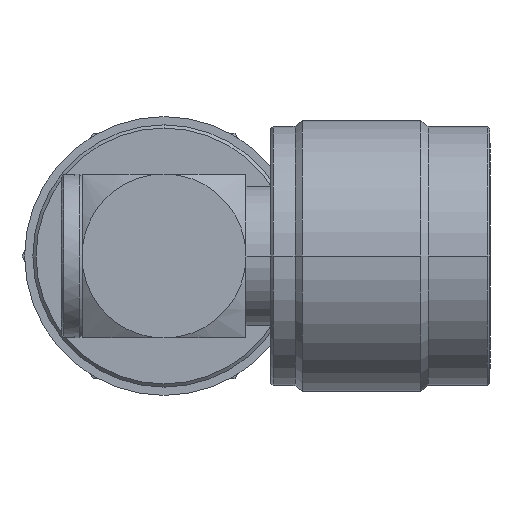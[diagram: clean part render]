
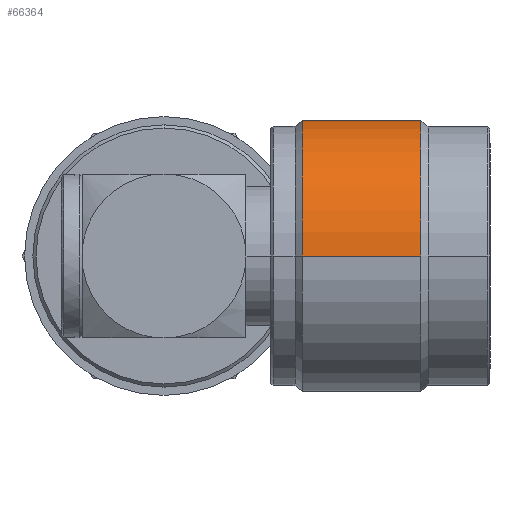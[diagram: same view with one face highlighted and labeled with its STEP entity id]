
A CAD part, left-side view. The second image highlights one B-rep face of the part: STEP entity #66364.
In plain terms, the highlighted cylindrical face has radius 10.5 mm (diameter 21 mm), a partial arc.
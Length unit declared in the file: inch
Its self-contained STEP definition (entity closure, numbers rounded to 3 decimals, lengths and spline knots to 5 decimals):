
#7717 = CARTESIAN_POINT ( 'NONE',  ( 0.78248, 0., -0.66339 ) ) ;
#20133 = AXIS2_PLACEMENT_3D ( 'NONE', #20857, #49950, #50421 ) ;
#20857 = CARTESIAN_POINT ( 'NONE',  ( 0.78248, 0., -0.25 ) ) ;
#21625 = DIRECTION ( 'NONE',  ( 1., 0., 0. ) ) ;
#24286 = CARTESIAN_POINT ( 'NONE',  ( 0.29134, 0., -0.66339 ) ) ;
#24864 = EDGE_CURVE ( 'NONE', #63350, #84552, #46224, .T. ) ;
#30953 = EDGE_CURVE ( 'NONE', #35303, #63350, #63701, .T. ) ;
#33347 = CARTESIAN_POINT ( 'NONE',  ( 0.42224, 0., -0.25 ) ) ;
#35303 = VERTEX_POINT ( 'NONE', #63595 ) ;
#35416 = EDGE_CURVE ( 'NONE', #35303, #66918, #71211, .T. ) ;
#35670 = ORIENTED_EDGE ( 'NONE', *, *, #35416, .F. ) ;
#36413 = VECTOR ( 'NONE', #21625, 39.37008 ) ;
#44181 = AXIS2_PLACEMENT_3D ( 'NONE', #60869, #89929, #45154 ) ;
#45154 = DIRECTION ( 'NONE',  ( 0., 0., -1. ) ) ;
#46224 = LINE ( 'NONE', #24286, #60785 ) ;
#46563 = FACE_OUTER_BOUND ( 'NONE', #61109, .T. ) ;
#47711 = ORIENTED_EDGE ( 'NONE', *, *, #30953, .T. ) ;
#49950 = DIRECTION ( 'NONE',  ( -1., 0., 0. ) ) ;
#50421 = DIRECTION ( 'NONE',  ( 0., 0., -1. ) ) ;
#53386 = DIRECTION ( 'NONE',  ( 1., 0., 0. ) ) ;
#55758 = DIRECTION ( 'NONE',  ( 0., 0., -1. ) ) ;
#59370 = CARTESIAN_POINT ( 'NONE',  ( 0.78248, -0.41339, -0.25 ) ) ;
#60785 = VECTOR ( 'NONE', #53386, 39.37008 ) ;
#60869 = CARTESIAN_POINT ( 'NONE',  ( 0.29134, 0., -0.25 ) ) ;
#61109 = EDGE_LOOP ( 'NONE', ( #47711, #65429, #69535, #35670 ) ) ;
#61244 = CIRCLE ( 'NONE', #20133, 0.41339 ) ;
#63350 = VERTEX_POINT ( 'NONE', #89367 ) ;
#63595 = CARTESIAN_POINT ( 'NONE',  ( 0.42224, -0.41339, -0.25 ) ) ;
#63701 = CIRCLE ( 'NONE', #75852, 0.41339 ) ;
#65429 = ORIENTED_EDGE ( 'NONE', *, *, #24864, .T. ) ;
#66364 = ADVANCED_FACE ( 'NONE', ( #46563 ), #74670, .T. ) ;
#66918 = VERTEX_POINT ( 'NONE', #59370 ) ;
#69535 = ORIENTED_EDGE ( 'NONE', *, *, #90764, .T. ) ;
#71211 = LINE ( 'NONE', #71685, #36413 ) ;
#71685 = CARTESIAN_POINT ( 'NONE',  ( 0.29134, -0.41339, -0.25 ) ) ;
#74670 = CYLINDRICAL_SURFACE ( 'NONE', #44181, 0.41339 ) ;
#75852 = AXIS2_PLACEMENT_3D ( 'NONE', #33347, #83872, #55758 ) ;
#83872 = DIRECTION ( 'NONE',  ( 1., 0., 0. ) ) ;
#84552 = VERTEX_POINT ( 'NONE', #7717 ) ;
#89367 = CARTESIAN_POINT ( 'NONE',  ( 0.42224, 0., -0.66339 ) ) ;
#89929 = DIRECTION ( 'NONE',  ( 1., 0., 0. ) ) ;
#90764 = EDGE_CURVE ( 'NONE', #84552, #66918, #61244, .T. ) ;
